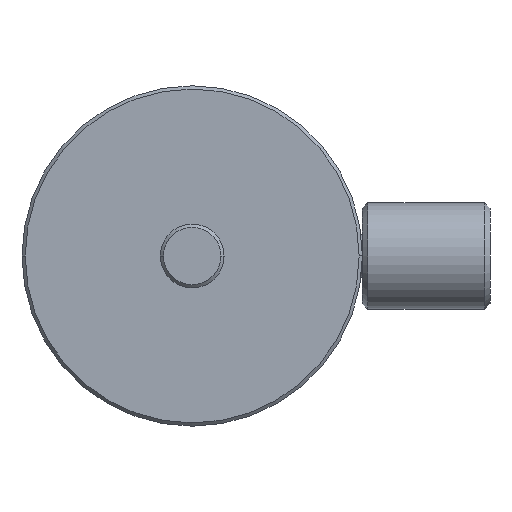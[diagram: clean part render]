
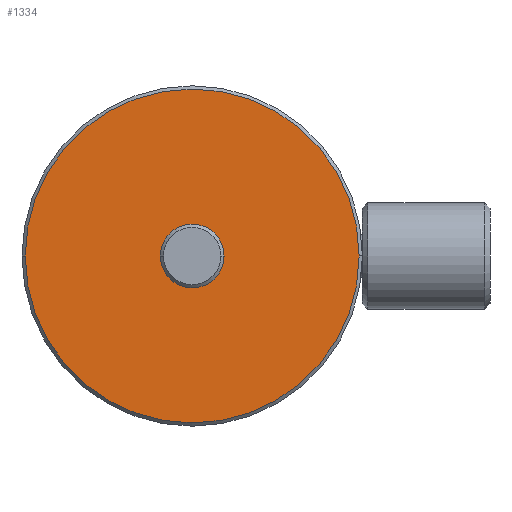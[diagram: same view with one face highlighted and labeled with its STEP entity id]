
A CAD part, front view. The second image highlights one B-rep face of the part: STEP entity #1334.
In plain terms, the highlighted planar face has unit normal (0, -1, 0).
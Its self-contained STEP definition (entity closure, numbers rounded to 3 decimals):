
#57 = EDGE_CURVE ( 'NONE', #1231, #1132, #1028, .T. ) ;
#116 = VERTEX_POINT ( 'NONE', #341 ) ;
#147 = EDGE_CURVE ( 'NONE', #116, #481, #446, .T. ) ;
#159 = CIRCLE ( 'NONE', #1330, 2.3 ) ;
#223 = CIRCLE ( 'NONE', #382, 15.7 ) ;
#228 = EDGE_CURVE ( 'NONE', #481, #116, #159, .T. ) ;
#255 = CARTESIAN_POINT ( 'NONE',  ( 15.24, -9.852, 0. ) ) ;
#304 = CARTESIAN_POINT ( 'NONE',  ( -2.76, -9.852, 0. ) ) ;
#335 = CARTESIAN_POINT ( 'NONE',  ( -0.46, -9.852, 0. ) ) ;
#341 = CARTESIAN_POINT ( 'NONE',  ( 1.84, -9.852, 0. ) ) ;
#382 = AXIS2_PLACEMENT_3D ( 'NONE', #335, #825, #565 ) ;
#417 = DIRECTION ( 'NONE',  ( -1., 0., 0. ) ) ;
#446 = CIRCLE ( 'NONE', #982, 2.3 ) ;
#468 = CARTESIAN_POINT ( 'NONE',  ( -0.46, -9.852, 0. ) ) ;
#481 = VERTEX_POINT ( 'NONE', #1519 ) ;
#565 = DIRECTION ( 'NONE',  ( -1., 0., 0. ) ) ;
#657 = ORIENTED_EDGE ( 'NONE', *, *, #57, .F. ) ;
#670 = CARTESIAN_POINT ( 'NONE',  ( -16.16, -9.852, 0. ) ) ;
#699 = ORIENTED_EDGE ( 'NONE', *, *, #1423, .F. ) ;
#746 = DIRECTION ( 'NONE',  ( -1., 0., 0. ) ) ;
#775 = AXIS2_PLACEMENT_3D ( 'NONE', #1021, #1391, #1521 ) ;
#809 = AXIS2_PLACEMENT_3D ( 'NONE', #304, #917, #417 ) ;
#825 = DIRECTION ( 'NONE',  ( 0., 1., 0. ) ) ;
#834 = DIRECTION ( 'NONE',  ( 0., 1., 0. ) ) ;
#848 = CARTESIAN_POINT ( 'NONE',  ( -0.46, -9.852, 0. ) ) ;
#917 = DIRECTION ( 'NONE',  ( 0., -1., 0. ) ) ;
#982 = AXIS2_PLACEMENT_3D ( 'NONE', #468, #834, #1195 ) ;
#1021 = CARTESIAN_POINT ( 'NONE',  ( -0.46, -9.852, 0. ) ) ;
#1028 = CIRCLE ( 'NONE', #775, 15.7 ) ;
#1049 = EDGE_LOOP ( 'NONE', ( #657, #699 ) ) ;
#1061 = ORIENTED_EDGE ( 'NONE', *, *, #147, .T. ) ;
#1132 = VERTEX_POINT ( 'NONE', #255 ) ;
#1145 = FACE_OUTER_BOUND ( 'NONE', #1049, .T. ) ;
#1153 = PLANE ( 'NONE',  #809 ) ;
#1195 = DIRECTION ( 'NONE',  ( -1., 0., 0. ) ) ;
#1200 = ORIENTED_EDGE ( 'NONE', *, *, #228, .T. ) ;
#1231 = VERTEX_POINT ( 'NONE', #670 ) ;
#1274 = EDGE_LOOP ( 'NONE', ( #1200, #1061 ) ) ;
#1320 = DIRECTION ( 'NONE',  ( 0., 1., 0. ) ) ;
#1330 = AXIS2_PLACEMENT_3D ( 'NONE', #848, #1320, #746 ) ;
#1334 = ADVANCED_FACE ( 'NONE', ( #1392, #1145 ), #1153, .T. ) ;
#1391 = DIRECTION ( 'NONE',  ( 0., 1., 0. ) ) ;
#1392 = FACE_BOUND ( 'NONE', #1274, .T. ) ;
#1423 = EDGE_CURVE ( 'NONE', #1132, #1231, #223, .T. ) ;
#1519 = CARTESIAN_POINT ( 'NONE',  ( -2.76, -9.852, 0. ) ) ;
#1521 = DIRECTION ( 'NONE',  ( -1., 0., 0. ) ) ;
